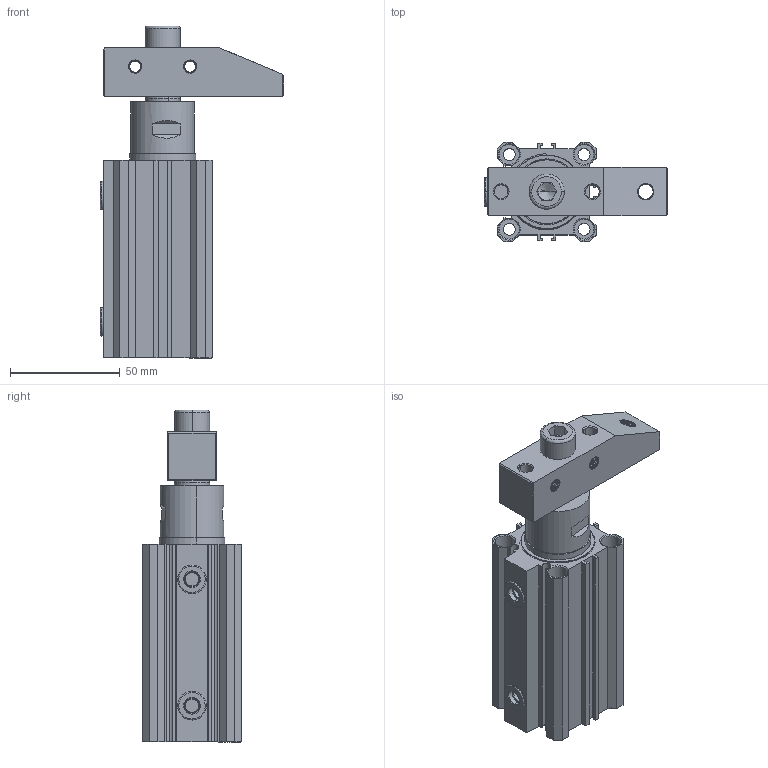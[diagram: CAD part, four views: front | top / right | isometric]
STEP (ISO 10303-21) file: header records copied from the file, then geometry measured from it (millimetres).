
FILE_DESCRIPTION (( 'STEP AP203' ), '1' );
FILE_NAME ('PBL-32感应式转角缸三维图.STEP', '2019-05-04T06:37:26', ( 'User' ), ( 'china' ), 'SwSTEP 2.0', 'SolidWorks 2018', '' );
FILE_SCHEMA (( 'CONFIG_CONTROL_DESIGN' ));
Length unit declared in the file: millimetre
Products named in the file (7): Hexagon socket head cap screws GB_GB_FASTENER_SCREWS_HSHCS M10X30-S; PBL-32感应式转角缸三维图; PBL32ヶ裔; 1-8黑芛0023; PBL32掛极; PBL32活塞杆; 揤旋_1
Assembly tree (7 placements, depth 2):
  PBL-32感应式转角缸三维图
    PBL32ヶ裔
    1-8黑芛0023  x2
    PBL32掛极
    PBL32活塞杆
    揤旋_1
    Hexagon socket head cap screws GB_GB_FASTENER_SCREWS_HSHCS M10X30-S
Bounding box: 83.3 x 45 x 151 mm (x, y, z)
Volume: 92582.2 mm3; surface area: 74202.2 mm2
Topology: 6 solids, 10 shells, 774 faces, 1985 edges, 1244 vertices
Faces by surface type: cylinder 367, cone 180, plane 161, bspline 66
Entity records: 54168 total; most frequent: CARTESIAN_POINT 36676, ORIENTED_EDGE 3870, DIRECTION 3182, EDGE_CURVE 1937, VERTEX_POINT 1218, AXIS2_PLACEMENT_3D 1171, VECTOR 840, LINE 840
